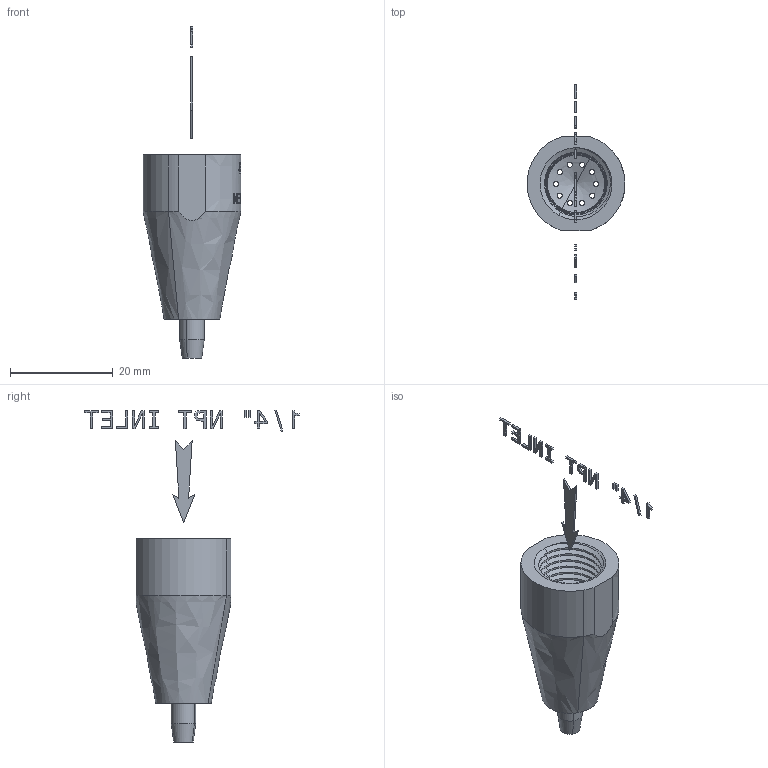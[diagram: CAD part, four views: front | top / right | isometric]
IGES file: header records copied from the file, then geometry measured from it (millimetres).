
Start section: START RECORD GO HERE.
Global section: file name: NOZ47010.igs; native system: DASSAULT SYSTEMES CATIA V5 R20 - www.3ds.com; preprocessor: CATIA Version 5 Release 20 ; author: DESIGNENG; organization: DESIGNENG; date: 20150429.173624; units: millimetre
Bounding box: 19.04 x 41.67 x 64.56 mm (x, y, z)
Volume: 4753.5 mm3; surface area: 4043.4 mm2
Topology: 15 solids, 15 shells, 458 faces, 1202 edges, 794 vertices
Faces by surface type: plane 267, extrusion 80, revolution 63, bspline 48
